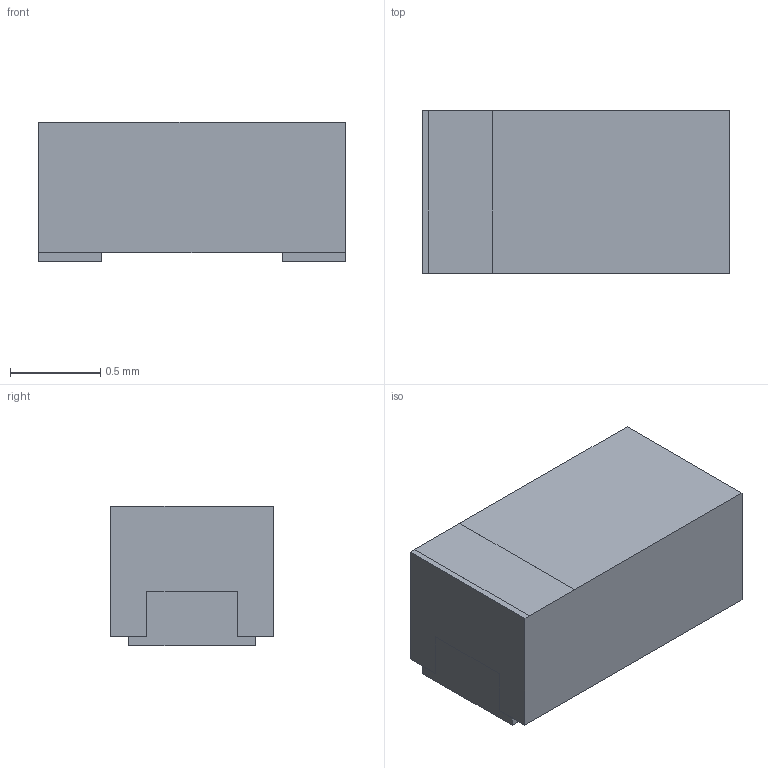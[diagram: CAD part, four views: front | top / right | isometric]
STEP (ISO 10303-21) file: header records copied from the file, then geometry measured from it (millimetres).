
FILE_DESCRIPTION (( 'STEP AP214' ), '1' );
FILE_NAME ('SOD-523F_L1.7-W0.9-LS1.7-RD.step', '2022-07-29T07:52:05', ( '' ), ( '' ), 'SwSTEP 2.0', 'SolidWorks 2020', '' );
FILE_SCHEMA (( 'AUTOMOTIVE_DESIGN' ));
Length unit declared in the file: millimetre
Products named in the file (1): SOD-523F_L1.7-W0.9-LS1.7-RD
Bounding box: 1.7 x 0.9 x 0.78 mm (x, y, z)
Volume: 1.1 mm3; surface area: 10.7 mm2
Topology: 2 solids, 2 shells, 256 faces, 695 edges, 462 vertices
Faces by surface type: plane 158, bspline 98
Entity records: 11325 total; most frequent: CARTESIAN_POINT 2720, ORIENTED_EDGE 1390, DIRECTION 813, EDGE_CURVE 695, VECTOR 495, LINE 495, VERTEX_POINT 462, EDGE_LOOP 275
